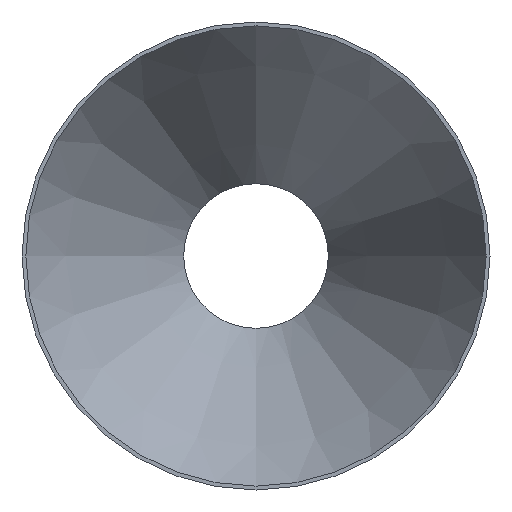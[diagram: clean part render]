
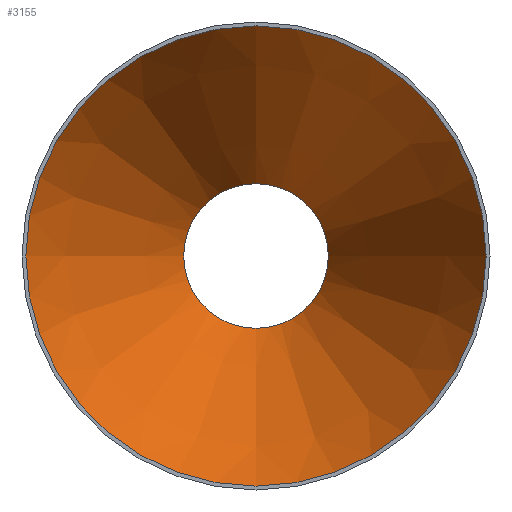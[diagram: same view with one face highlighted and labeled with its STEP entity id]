
A CAD part, front view. The second image highlights one B-rep face of the part: STEP entity #3155.
In plain terms, the highlighted conical face has half-angle 27.345 degrees and reference radius 134.248 mm.
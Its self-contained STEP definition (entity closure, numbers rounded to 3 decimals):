
#1150 = AXIS2_PLACEMENT_3D ( 'NONE', #7999, #1809, #33347 ) ;
#1809 = DIRECTION ( 'NONE',  ( 0., -1., 0. ) ) ;
#3155 = ADVANCED_FACE ( 'NONE', ( #38717, #35848 ), #12453, .F. ) ;
#3809 = CIRCLE ( 'NONE', #1150, 134.248 ) ;
#4297 = EDGE_LOOP ( 'NONE', ( #17926 ) ) ;
#7195 = VERTEX_POINT ( 'NONE', #38086 ) ;
#7688 = CIRCLE ( 'NONE', #12265, 42.198 ) ;
#7999 = CARTESIAN_POINT ( 'NONE',  ( 0., 0., 0. ) ) ;
#9875 = CARTESIAN_POINT ( 'NONE',  ( 0., 0., -134.248 ) ) ;
#12265 = AXIS2_PLACEMENT_3D ( 'NONE', #13535, #25510, #38063 ) ;
#12453 = CONICAL_SURFACE ( 'NONE', #40722, 134.248, 0.477 ) ;
#13535 = CARTESIAN_POINT ( 'NONE',  ( 0., 178., 0. ) ) ;
#17926 = ORIENTED_EDGE ( 'NONE', *, *, #18439, .F. ) ;
#18439 = EDGE_CURVE ( 'NONE', #7195, #7195, #7688, .T. ) ;
#19751 = VERTEX_POINT ( 'NONE', #9875 ) ;
#19989 = CARTESIAN_POINT ( 'NONE',  ( 0., 0., 0. ) ) ;
#22664 = DIRECTION ( 'NONE',  ( 0., -1., 0. ) ) ;
#25030 = EDGE_LOOP ( 'NONE', ( #36526 ) ) ;
#25510 = DIRECTION ( 'NONE',  ( 0., -1., 0. ) ) ;
#32782 = DIRECTION ( 'NONE',  ( 0., 0., -1. ) ) ;
#33347 = DIRECTION ( 'NONE',  ( 0., 0., -1. ) ) ;
#35763 = EDGE_CURVE ( 'NONE', #19751, #19751, #3809, .T. ) ;
#35848 = FACE_OUTER_BOUND ( 'NONE', #25030, .T. ) ;
#36526 = ORIENTED_EDGE ( 'NONE', *, *, #35763, .T. ) ;
#38063 = DIRECTION ( 'NONE',  ( 0., 0., -1. ) ) ;
#38086 = CARTESIAN_POINT ( 'NONE',  ( 0., 178., -42.198 ) ) ;
#38717 = FACE_BOUND ( 'NONE', #4297, .T. ) ;
#40722 = AXIS2_PLACEMENT_3D ( 'NONE', #19989, #22664, #32782 ) ;
